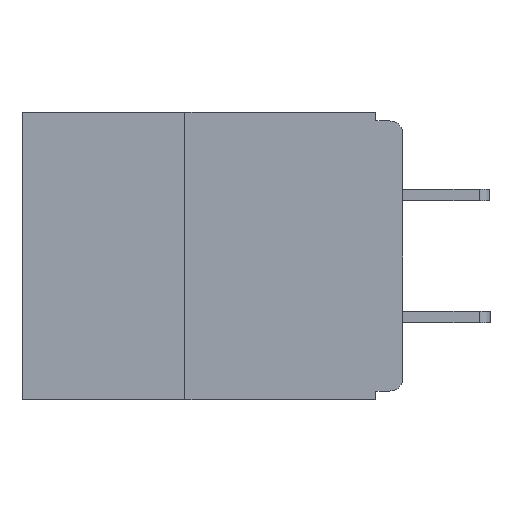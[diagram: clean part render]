
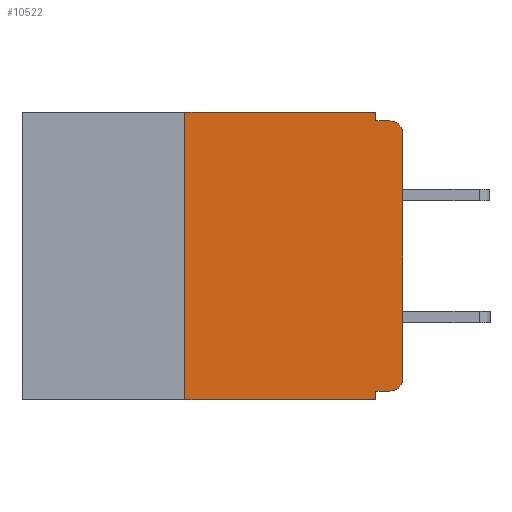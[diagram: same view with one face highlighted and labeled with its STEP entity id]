
A CAD part, left-side view. The second image highlights one B-rep face of the part: STEP entity #10522.
In plain terms, the highlighted planar face has unit normal (-1, 0, 0).
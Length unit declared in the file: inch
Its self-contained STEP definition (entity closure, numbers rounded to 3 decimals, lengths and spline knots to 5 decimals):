
#312 = LINE ( 'NONE', #1328, #16424 ) ;
#390 = CARTESIAN_POINT ( 'NONE',  ( 0., 0., 0. ) ) ;
#899 = VERTEX_POINT ( 'NONE', #15158 ) ;
#1265 = CARTESIAN_POINT ( 'NONE',  ( 0., 0.031, 0. ) ) ;
#1312 = EDGE_CURVE ( 'NONE', #1709, #13403, #6898, .T. ) ;
#1328 = CARTESIAN_POINT ( 'NONE',  ( 0., 0.031, 0. ) ) ;
#1362 = DIRECTION ( 'NONE',  ( 0., 0., -1. ) ) ;
#1571 = PLANE ( 'NONE',  #1607 ) ;
#1607 = AXIS2_PLACEMENT_3D ( 'NONE', #14376, #1625, #10656 ) ;
#1625 = DIRECTION ( 'NONE',  ( 1., 0., 0. ) ) ;
#1709 = VERTEX_POINT ( 'NONE', #13741 ) ;
#1985 = VECTOR ( 'NONE', #2567, 39.37008 ) ;
#2038 = VECTOR ( 'NONE', #12753, 39.37008 ) ;
#2552 = CARTESIAN_POINT ( 'NONE',  ( 0., 0., -0.32 ) ) ;
#2567 = DIRECTION ( 'NONE',  ( 0., 1., 0. ) ) ;
#2658 = CARTESIAN_POINT ( 'NONE',  ( 0., 0.015, -0.025 ) ) ;
#2748 = CARTESIAN_POINT ( 'NONE',  ( 0., 0.015, -0.32 ) ) ;
#2929 = CARTESIAN_POINT ( 'NONE',  ( 0., 0.031, -0.33 ) ) ;
#2999 = ORIENTED_EDGE ( 'NONE', *, *, #14600, .F. ) ;
#3149 = ORIENTED_EDGE ( 'NONE', *, *, #6809, .F. ) ;
#3181 = EDGE_LOOP ( 'NONE', ( #7926, #7690, #2999, #3149, #14870, #6887, #12842, #7844, #13077, #11093 ) ) ;
#3206 = CIRCLE ( 'NONE', #11193, 0.015 ) ;
#3952 = DIRECTION ( 'NONE',  ( 0., 0., -1. ) ) ;
#4261 = CARTESIAN_POINT ( 'NONE',  ( 0., 0.437, 0. ) ) ;
#4487 = VECTOR ( 'NONE', #10206, 39.37008 ) ;
#4501 = FACE_OUTER_BOUND ( 'NONE', #3181, .T. ) ;
#5007 = CARTESIAN_POINT ( 'NONE',  ( 0., 0.031, -0.32 ) ) ;
#5081 = VERTEX_POINT ( 'NONE', #15512 ) ;
#5275 = DIRECTION ( 'NONE',  ( 0., -1., 0. ) ) ;
#5327 = VERTEX_POINT ( 'NONE', #13782 ) ;
#5723 = EDGE_CURVE ( 'NONE', #11061, #11856, #7576, .T. ) ;
#6342 = VECTOR ( 'NONE', #12948, 39.37008 ) ;
#6612 = DIRECTION ( 'NONE',  ( -1., 0., 0. ) ) ;
#6661 = EDGE_CURVE ( 'NONE', #14073, #13345, #16245, .T. ) ;
#6795 = VECTOR ( 'NONE', #13337, 39.37008 ) ;
#6809 = EDGE_CURVE ( 'NONE', #13403, #8874, #312, .T. ) ;
#6887 = ORIENTED_EDGE ( 'NONE', *, *, #10962, .F. ) ;
#6898 = LINE ( 'NONE', #4261, #13640 ) ;
#7576 = LINE ( 'NONE', #10615, #10527 ) ;
#7690 = ORIENTED_EDGE ( 'NONE', *, *, #9228, .T. ) ;
#7844 = ORIENTED_EDGE ( 'NONE', *, *, #11620, .F. ) ;
#7889 = CARTESIAN_POINT ( 'NONE',  ( 0., 0., -0.01 ) ) ;
#7926 = ORIENTED_EDGE ( 'NONE', *, *, #10598, .T. ) ;
#8874 = VERTEX_POINT ( 'NONE', #11957 ) ;
#9228 = EDGE_CURVE ( 'NONE', #5081, #5327, #11417, .T. ) ;
#10170 = LINE ( 'NONE', #390, #6795 ) ;
#10206 = DIRECTION ( 'NONE',  ( 0., 0., 1. ) ) ;
#10315 = CARTESIAN_POINT ( 'NONE',  ( 0., 0.25, -0.33 ) ) ;
#10522 = ADVANCED_FACE ( 'NONE', ( #4501 ), #1571, .F. ) ;
#10527 = VECTOR ( 'NONE', #10538, 39.37008 ) ;
#10538 = DIRECTION ( 'NONE',  ( 0., -1., 0. ) ) ;
#10598 = EDGE_CURVE ( 'NONE', #899, #5081, #10170, .T. ) ;
#10615 = CARTESIAN_POINT ( 'NONE',  ( 0., 0.437, -0.33 ) ) ;
#10656 = DIRECTION ( 'NONE',  ( 0., 0., -1. ) ) ;
#10962 = EDGE_CURVE ( 'NONE', #11061, #1709, #11351, .T. ) ;
#11061 = VERTEX_POINT ( 'NONE', #10315 ) ;
#11093 = ORIENTED_EDGE ( 'NONE', *, *, #14589, .T. ) ;
#11193 = AXIS2_PLACEMENT_3D ( 'NONE', #14152, #6612, #15347 ) ;
#11351 = LINE ( 'NONE', #11435, #4487 ) ;
#11417 = CIRCLE ( 'NONE', #15930, 0.015 ) ;
#11435 = CARTESIAN_POINT ( 'NONE',  ( 0., 0.25, -0.33 ) ) ;
#11620 = EDGE_CURVE ( 'NONE', #13345, #11856, #15539, .T. ) ;
#11725 = DIRECTION ( 'NONE',  ( -1., 0., 0. ) ) ;
#11856 = VERTEX_POINT ( 'NONE', #2929 ) ;
#11957 = CARTESIAN_POINT ( 'NONE',  ( 0., 0.031, -0.01 ) ) ;
#12753 = DIRECTION ( 'NONE',  ( 0., 0., -1. ) ) ;
#12842 = ORIENTED_EDGE ( 'NONE', *, *, #5723, .T. ) ;
#12948 = DIRECTION ( 'NONE',  ( 0., -1., 0. ) ) ;
#13077 = ORIENTED_EDGE ( 'NONE', *, *, #6661, .F. ) ;
#13337 = DIRECTION ( 'NONE',  ( 0., 0., 1. ) ) ;
#13345 = VERTEX_POINT ( 'NONE', #5007 ) ;
#13403 = VERTEX_POINT ( 'NONE', #1265 ) ;
#13640 = VECTOR ( 'NONE', #5275, 39.37008 ) ;
#13741 = CARTESIAN_POINT ( 'NONE',  ( 0., 0.25, 0. ) ) ;
#13782 = CARTESIAN_POINT ( 'NONE',  ( 0., 0.015, -0.01 ) ) ;
#13966 = CARTESIAN_POINT ( 'NONE',  ( 0., 0.031, -0.33 ) ) ;
#14073 = VERTEX_POINT ( 'NONE', #2748 ) ;
#14152 = CARTESIAN_POINT ( 'NONE',  ( 0., 0.015, -0.305 ) ) ;
#14376 = CARTESIAN_POINT ( 'NONE',  ( 0., 0.437, 0. ) ) ;
#14589 = EDGE_CURVE ( 'NONE', #14073, #899, #3206, .T. ) ;
#14600 = EDGE_CURVE ( 'NONE', #8874, #5327, #16269, .T. ) ;
#14870 = ORIENTED_EDGE ( 'NONE', *, *, #1312, .F. ) ;
#15158 = CARTESIAN_POINT ( 'NONE',  ( 0., 0., -0.305 ) ) ;
#15347 = DIRECTION ( 'NONE',  ( 0., 0., -1. ) ) ;
#15512 = CARTESIAN_POINT ( 'NONE',  ( 0., 0., -0.025 ) ) ;
#15539 = LINE ( 'NONE', #13966, #2038 ) ;
#15930 = AXIS2_PLACEMENT_3D ( 'NONE', #2658, #11725, #3952 ) ;
#16245 = LINE ( 'NONE', #2552, #1985 ) ;
#16269 = LINE ( 'NONE', #7889, #6342 ) ;
#16424 = VECTOR ( 'NONE', #1362, 39.37008 ) ;
